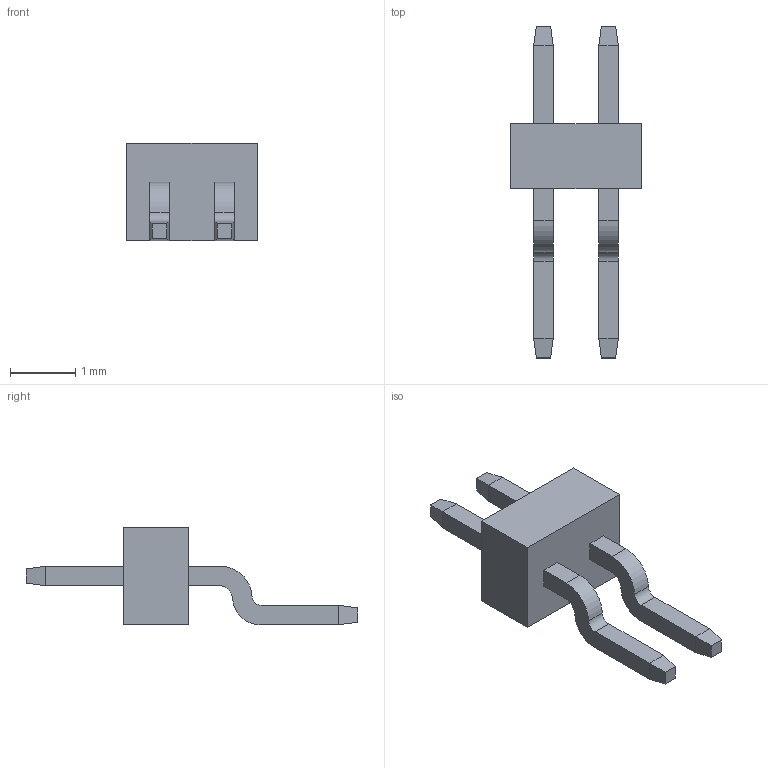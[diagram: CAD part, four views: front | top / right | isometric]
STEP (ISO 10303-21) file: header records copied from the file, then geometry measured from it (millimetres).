
FILE_DESCRIPTION (( 'STEP AP214' ), '1' );
FILE_NAME ('GCT_BC03402AV0150LC.STEP', '2021-12-29T14:08:57', ( '' ), ( '' ), 'SwSTEP 2.0', 'SolidWorks 2019', '' );
FILE_SCHEMA (( 'AUTOMOTIVE_DESIGN' ));
Length unit declared in the file: millimetre
Products named in the file (3): GCT_BC03402AV0150LC; BC034_02_A_V_0150_L_C_3; BC034_02_A_V_0150_L_C_6
Assembly tree (3 placements, depth 2):
  GCT_BC03402AV0150LC
    BC034_02_A_V_0150_L_C_3  x2
    BC034_02_A_V_0150_L_C_6
Bounding box: 2 x 5.1 x 1.5 mm (x, y, z)
Volume: 3.8 mm3; surface area: 28.1 mm2
Topology: 3 solids, 3 shells, 54 faces, 128 edges, 80 vertices
Faces by surface type: plane 46, cylinder 8
Entity records: 1470 total; most frequent: CARTESIAN_POINT 174, DIRECTION 170, ORIENTED_EDGE 164, EDGE_CURVE 82, LINE 74, VECTOR 74, VERTEX_POINT 52, AXIS2_PLACEMENT_3D 48
